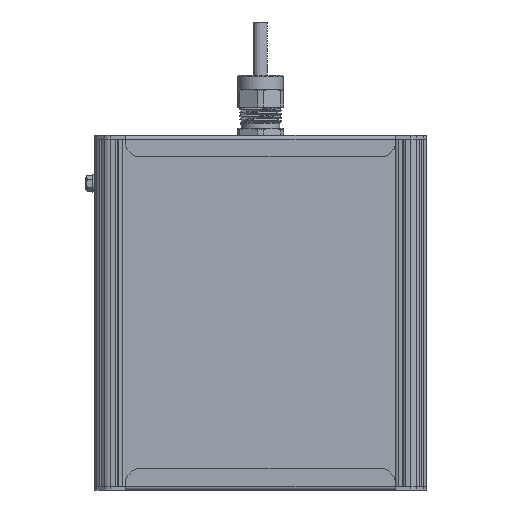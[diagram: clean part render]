
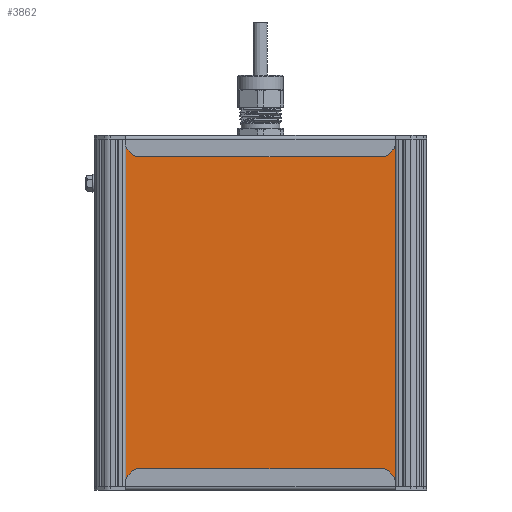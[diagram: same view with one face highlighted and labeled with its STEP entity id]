
A CAD part, front view. The second image highlights one B-rep face of the part: STEP entity #3862.
In plain terms, the highlighted face is planar.
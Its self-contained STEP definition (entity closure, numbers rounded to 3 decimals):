
#3862=ADVANCED_FACE('',(#8185),#8187,.T.);
#8185=FACE_BOUND('',#8186,.T.);
#8186=EDGE_LOOP('',(#40183,#40184,#40185,#40186));
#8187=PLANE('',#8188);
#8188=AXIS2_PLACEMENT_3D('',#8189,#8190,#8191);
#8189=CARTESIAN_POINT('',(2111.497,401.002,-34.582));
#8190=DIRECTION('',(0.,0.,-1.));
#8191=DIRECTION('',(0.,1.,0.));
#40183=ORIENTED_EDGE('',*,*,#46799,.T.);
#40184=ORIENTED_EDGE('',*,*,#46800,.F.);
#40185=ORIENTED_EDGE('',*,*,#46801,.F.);
#40186=ORIENTED_EDGE('',*,*,#46802,.T.);
#46799=EDGE_CURVE('',#51544,#51545,#51546,.T.);
#46800=EDGE_CURVE('',#51547,#51545,#51548,.T.);
#46801=EDGE_CURVE('',#51549,#51547,#51550,.T.);
#46802=EDGE_CURVE('',#51549,#51544,#51551,.T.);
#51544=VERTEX_POINT('',#61368);
#51545=VERTEX_POINT('',#61369);
#51546=LINE('',#61370,#61371);
#51547=VERTEX_POINT('',#61373);
#51548=LINE('',#61374,#61375);
#51549=VERTEX_POINT('',#61377);
#51550=LINE('',#61378,#61379);
#51551=LINE('',#61381,#61382);
#61368=CARTESIAN_POINT('',(2307.497,565.13,-34.582));
#61369=CARTESIAN_POINT('',(2307.497,401.002,-34.582));
#61370=CARTESIAN_POINT('',(2307.497,565.13,-34.582));
#61371=VECTOR('',#61372,1.);
#61372=DIRECTION('',(0.,-1.,0.));
#61373=CARTESIAN_POINT('',(2111.497,401.002,-34.582));
#61374=CARTESIAN_POINT('',(2111.497,401.002,-34.582));
#61375=VECTOR('',#61376,1.);
#61376=DIRECTION('',(1.,0.,0.));
#61377=CARTESIAN_POINT('',(2111.497,565.13,-34.582));
#61378=CARTESIAN_POINT('',(2111.497,565.13,-34.582));
#61379=VECTOR('',#61380,1.);
#61380=DIRECTION('',(0.,-1.,0.));
#61381=CARTESIAN_POINT('',(2111.497,565.13,-34.582));
#61382=VECTOR('',#61383,1.);
#61383=DIRECTION('',(1.,0.,0.));
